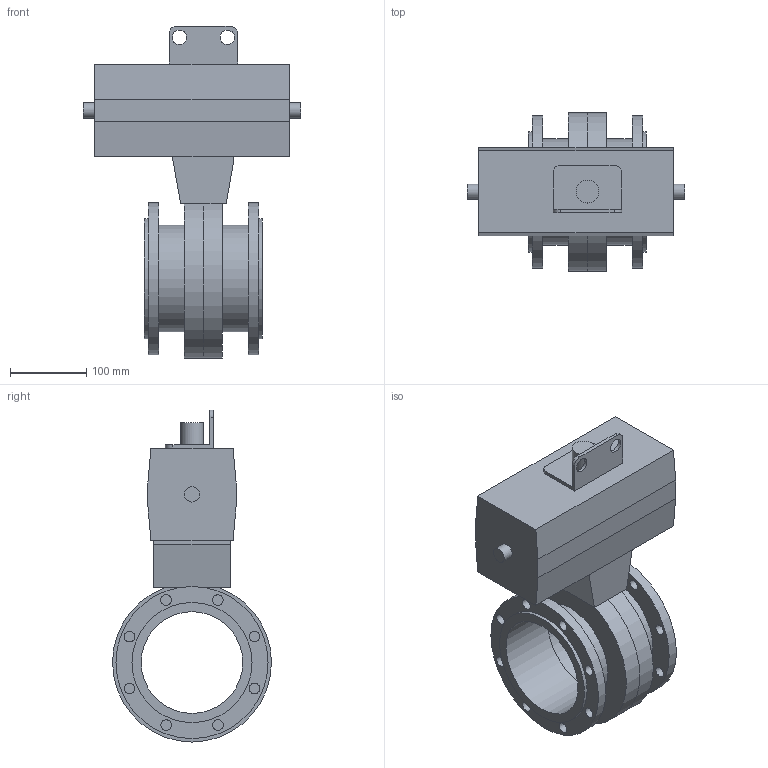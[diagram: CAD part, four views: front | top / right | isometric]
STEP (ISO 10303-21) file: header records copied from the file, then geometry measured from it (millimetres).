
FILE_DESCRIPTION(/* description */ (''),/* implementation_level */ '2;1');
FILE_NAME(/* name */ 'BVA_T_50.stp',/* time_stamp */ '2021-08-19T16:03:30+09:00',/* author */ ('j'),/* organization */ (''),/* preprocessor_version */ 'ST-DEVELOPER v18.1',/* originating_system */ 'Autodesk Inventor 2021',/* authorisation */ '');
FILE_SCHEMA (('AUTOMOTIVE_DESIGN { 1 0 10303 214 3 1 1 }'));
Length unit declared in the file: millimetre
Products named in the file (4): BVA_TXT_50_0; BVボディー_T_50; BVブラケット_45-50; BVA_T12_アクチュエータ
Assembly tree (4 placements, depth 2):
  BVA_TXT_50_0
    BVボディー_T_50  x2
    BVブラケット_45-50
    BVA_T12_アクチュエータ
Bounding box: 286 x 209 x 436.6 mm (x, y, z)
Volume: 5631158.9 mm3; surface area: 498119.9 mm2
Topology: 4 solids, 4 shells, 82 faces, 189 edges, 126 vertices
Faces by surface type: plane 43, cylinder 39
Full cylindrical faces by diameter (mm): 10 x1, 14 x16, 19 x2, 20 x2, 30 x2, 133.8 x2, 139.8 x2, 157.9 x2, 200 x2
Entity records: 1963 total; most frequent: DIRECTION 329, CARTESIAN_POINT 304, ORIENTED_EDGE 282, EDGE_CURVE 141, AXIS2_PLACEMENT_3D 119, VERTEX_POINT 94, EDGE_LOOP 93, LINE 91
